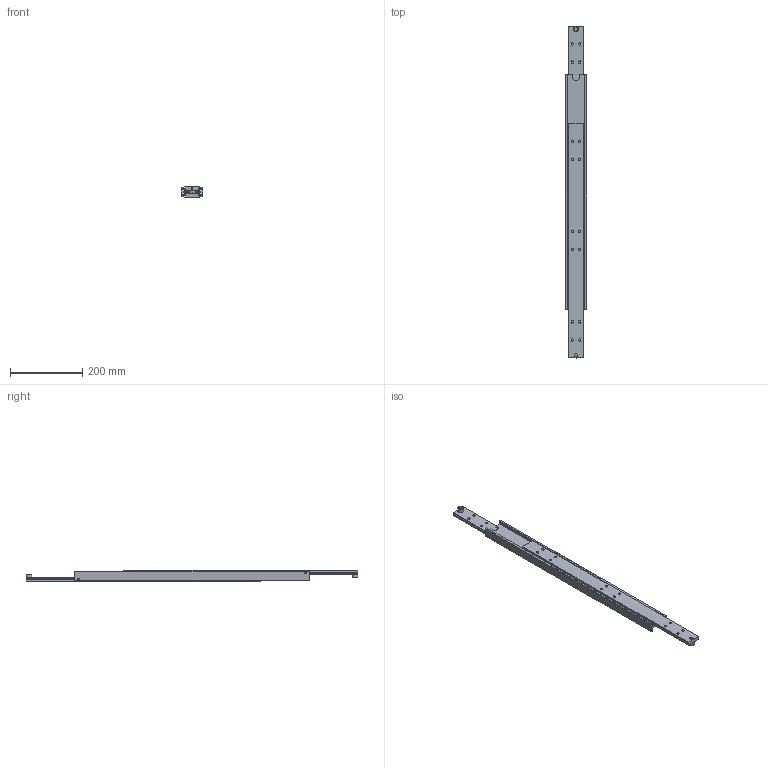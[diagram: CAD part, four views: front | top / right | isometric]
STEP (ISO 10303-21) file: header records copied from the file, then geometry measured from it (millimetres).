
FILE_DESCRIPTION(/* description */ ('SUPREME TR6030 -650/650 (30)'),/* implementation_level */ '2;1');
FILE_NAME(/* name */ '13860S10_01.stp',/* time_stamp */ '2023-06-23T14:52:06+02:00',/* author */ ('r.groen'),/* organization */ (''),/* preprocessor_version */ 'ST-DEVELOPER v18.1',/* originating_system */ 'Autodesk Inventor 2022',/* authorisation */ '');
FILE_SCHEMA (('AUTOMOTIVE_DESIGN { 1 0 10303 214 3 1 1 }'));
Length unit declared in the file: millimetre
Products named in the file (4): 13860S10; 13860S10-MAIN; 13860S10-OUTER; DIN912 M10 x10
Assembly tree (5 placements, depth 2):
  13860S10
    13860S10-MAIN
    13860S10-OUTER  x2
    DIN912 M10 x10  x2
Bounding box: 60 x 920 x 30 mm (x, y, z)
Volume: 857236.6 mm3; surface area: 276926.7 mm2
Topology: 5 solids, 5 shells, 172 faces, 452 edges, 294 vertices
Faces by surface type: plane 68, cylinder 60, cone 28, torus 16
Full cylindrical faces by diameter (mm): 4 x2, 4.13 x4, 6.65 x24, 8.38 x2, 10 x12, 16 x2
Entity records: 3710 total; most frequent: CARTESIAN_POINT 777, DIRECTION 607, ORIENTED_EDGE 560, EDGE_CURVE 280, AXIS2_PLACEMENT_3D 221, VERTEX_POINT 183, LINE 165, VECTOR 165
